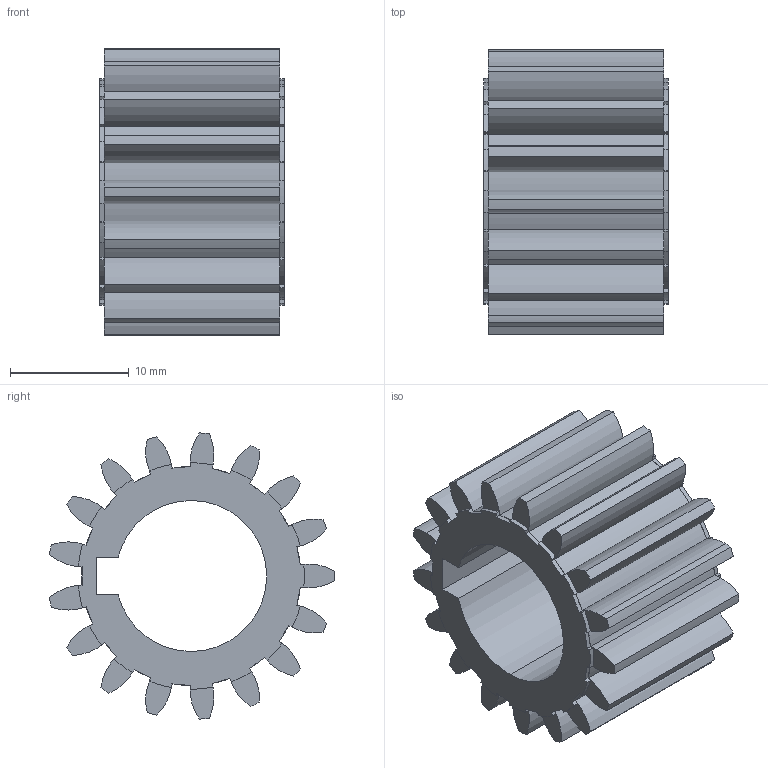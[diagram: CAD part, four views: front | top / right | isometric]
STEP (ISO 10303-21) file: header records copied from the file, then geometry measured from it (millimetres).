
FILE_DESCRIPTION (( 'STEP AP214' ), '1' );
FILE_NAME ('am-0187 17 Tooth Gear 20 dp 500 Key Bore.STEP', '2016-02-04T13:32:00', ( '' ), ( '' ), 'SwSTEP 2.0', 'SolidWorks 2014', '' );
FILE_SCHEMA (( 'AUTOMOTIVE_DESIGN' ));
Length unit declared in the file: inch
Products named in the file (1): am-0187 17 Tooth Gear 20 dp 500 Key Bore
Bounding box: 15.54 x 23.99 x 24.09 mm (x, y, z)
Volume: 3319.9 mm3; surface area: 3264.8 mm2
Topology: 1 solids, 1 shells, 285 faces, 645 edges, 362 vertices
Faces by surface type: plane 175, cylinder 110
Entity records: 7791 total; most frequent: DIRECTION 1437, CARTESIAN_POINT 1293, ORIENTED_EDGE 1290, EDGE_CURVE 645, AXIS2_PLACEMENT_3D 506, LINE 425, VECTOR 425, VERTEX_POINT 362
